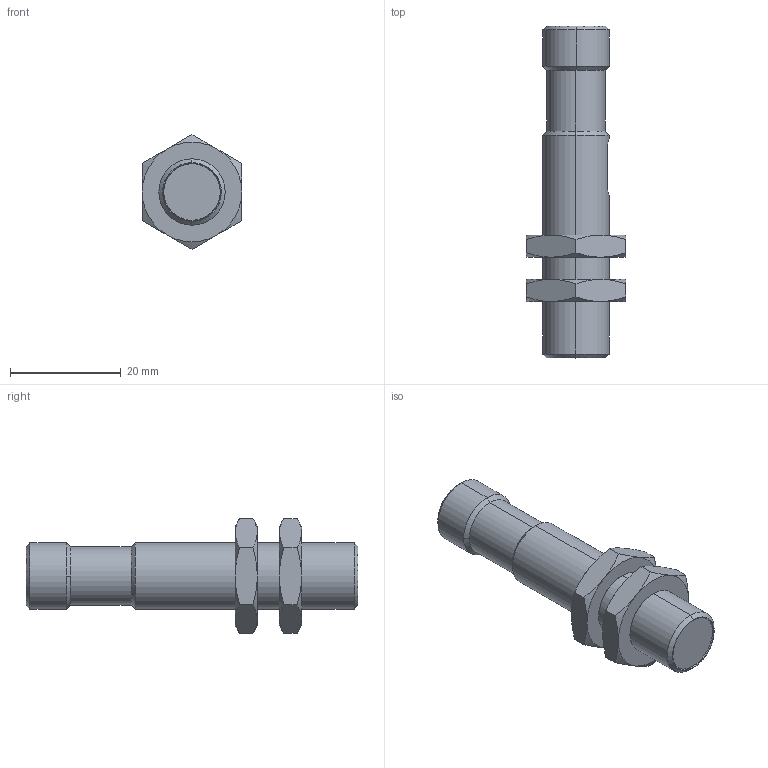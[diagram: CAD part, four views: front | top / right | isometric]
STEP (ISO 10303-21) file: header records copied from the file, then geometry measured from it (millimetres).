
FILE_DESCRIPTION (( 'STEP AP214' ), '1' );
FILE_NAME ('LTR-M12MA-PMS-101.STEP', '2021-12-15T11:51:29', ( '' ), ( '' ), 'SwSTEP 2.0', 'SolidWorks 2021', '' );
FILE_SCHEMA (( 'AUTOMOTIVE_DESIGN' ));
Length unit declared in the file: millimetre
Products named in the file (1): LTR-M12MA-PMS-101
Bounding box: 18 x 60 x 20.78 mm (x, y, z)
Volume: 7472.3 mm3; surface area: 4224.1 mm2
Topology: 4 solids, 4 shells, 167 faces, 388 edges, 236 vertices
Faces by surface type: cylinder 51, cone 50, plane 46, bspline 12, sphere 8
Entity records: 6554 total; most frequent: CARTESIAN_POINT 2993, ORIENTED_EDGE 756, DIRECTION 651, EDGE_CURVE 378, AXIS2_PLACEMENT_3D 256, VERTEX_POINT 230, EDGE_LOOP 182, FACE_OUTER_BOUND 167
